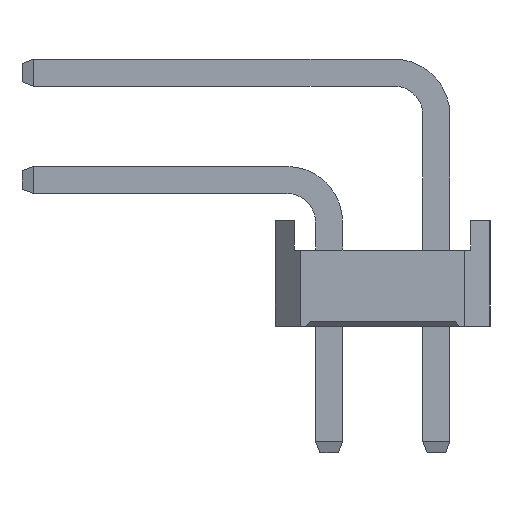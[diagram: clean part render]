
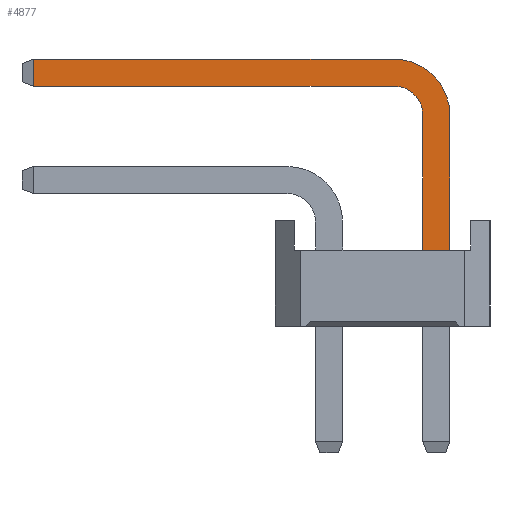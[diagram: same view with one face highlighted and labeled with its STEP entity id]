
A CAD part, left-side view. The second image highlights one B-rep face of the part: STEP entity #4877.
In plain terms, the highlighted planar face has unit normal (-1, 0, 0).
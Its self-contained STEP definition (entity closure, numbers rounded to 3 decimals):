
#4877=ADVANCED_FACE('',(#15768),#15770,.T.);
#15768=FACE_BOUND('',#15769,.T.);
#15769=EDGE_LOOP('',(#24363,#24364,#24365,#24366,#24367,#24368,#24369,#24370));
#15770=PLANE('',#15771);
#15771=AXIS2_PLACEMENT_3D('',#15772,#15773,#15774);
#15772=CARTESIAN_POINT('',(-0.32,-2.22,-3.));
#15773=DIRECTION('',(-1.,0.,0.));
#15774=DIRECTION('',(0.,-1.,0.));
#24363=ORIENTED_EDGE('',*,*,#29618,.F.);
#24364=ORIENTED_EDGE('',*,*,#29619,.F.);
#24365=ORIENTED_EDGE('',*,*,#29620,.F.);
#24366=ORIENTED_EDGE('',*,*,#29621,.F.);
#24367=ORIENTED_EDGE('',*,*,#28237,.T.);
#24368=ORIENTED_EDGE('',*,*,#29617,.T.);
#24369=ORIENTED_EDGE('',*,*,#29622,.T.);
#24370=ORIENTED_EDGE('',*,*,#29623,.T.);
#28237=EDGE_CURVE('',#32094,#32092,#32095,.T.);
#29617=EDGE_CURVE('',#32092,#34272,#34274,.T.);
#29618=EDGE_CURVE('',#34275,#34276,#34277,.T.);
#29619=EDGE_CURVE('',#34278,#34275,#34279,.T.);
#29620=EDGE_CURVE('',#34280,#34278,#34281,.T.);
#29621=EDGE_CURVE('',#32094,#34280,#34282,.T.);
#29622=EDGE_CURVE('',#34272,#34283,#34284,.T.);
#29623=EDGE_CURVE('',#34283,#34276,#34285,.T.);
#32092=VERTEX_POINT('',#38608);
#32094=VERTEX_POINT('',#38612);
#32095=LINE('',#38613,#38614);
#34272=VERTEX_POINT('',#43638);
#34274=LINE('',#43642,#43643);
#34275=VERTEX_POINT('',#43645);
#34276=VERTEX_POINT('',#43646);
#34277=LINE('',#43647,#43648);
#34278=VERTEX_POINT('',#43650);
#34279=LINE('',#43651,#43652);
#34280=VERTEX_POINT('',#43654);
#34281=CIRCLE('',#43655,0.68);
#34282=LINE('',#43659,#43660);
#34283=VERTEX_POINT('',#43662);
#34284=CIRCLE('',#43663,1.32);
#34285=LINE('',#43667,#43668);
#38608=CARTESIAN_POINT('',(-0.32,-2.86,1.8));
#38612=CARTESIAN_POINT('',(-0.32,-2.22,1.8));
#38613=CARTESIAN_POINT('',(-0.32,-2.22,1.8));
#38614=VECTOR('',#38615,1.);
#38615=DIRECTION('',(0.,-1.,0.));
#43638=CARTESIAN_POINT('',(-0.32,-2.86,5.));
#43642=CARTESIAN_POINT('',(-0.32,-2.86,1.8));
#43643=VECTOR('',#43644,1.);
#43644=DIRECTION('',(0.,0.,1.));
#43645=CARTESIAN_POINT('',(-0.32,6.995,5.68));
#43646=CARTESIAN_POINT('',(-0.32,6.995,6.32));
#43647=CARTESIAN_POINT('',(-0.32,6.995,5.68));
#43648=VECTOR('',#43649,1.);
#43649=DIRECTION('',(0.,0.,1.));
#43650=CARTESIAN_POINT('',(-0.32,-1.54,5.68));
#43651=CARTESIAN_POINT('',(-0.32,-1.54,5.68));
#43652=VECTOR('',#43653,1.);
#43653=DIRECTION('',(0.,1.,0.));
#43654=CARTESIAN_POINT('',(-0.32,-2.22,5.));
#43655=AXIS2_PLACEMENT_3D('',#43656,#43657,#43658);
#43656=CARTESIAN_POINT('',(-0.32,-1.54,5.));
#43657=DIRECTION('',(-1.,-0.,0.));
#43658=DIRECTION('',(0.,-1.,0.));
#43659=CARTESIAN_POINT('',(-0.32,-2.22,1.8));
#43660=VECTOR('',#43661,1.);
#43661=DIRECTION('',(0.,0.,1.));
#43662=CARTESIAN_POINT('',(-0.32,-1.54,6.32));
#43663=AXIS2_PLACEMENT_3D('',#43664,#43665,#43666);
#43664=CARTESIAN_POINT('',(-0.32,-1.54,5.));
#43665=DIRECTION('',(-1.,-0.,0.));
#43666=DIRECTION('',(0.,-1.,0.));
#43667=CARTESIAN_POINT('',(-0.32,-1.54,6.32));
#43668=VECTOR('',#43669,1.);
#43669=DIRECTION('',(0.,1.,0.));
